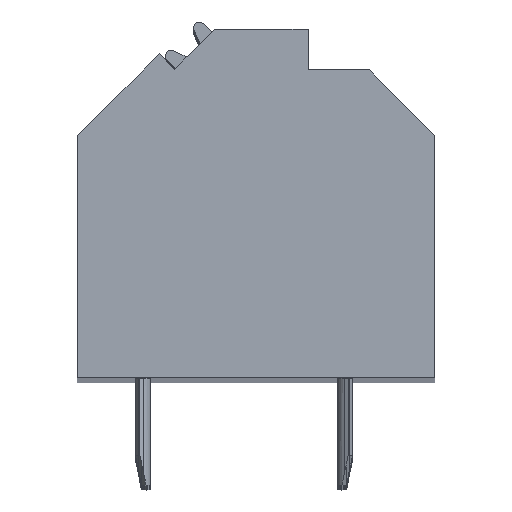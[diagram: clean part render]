
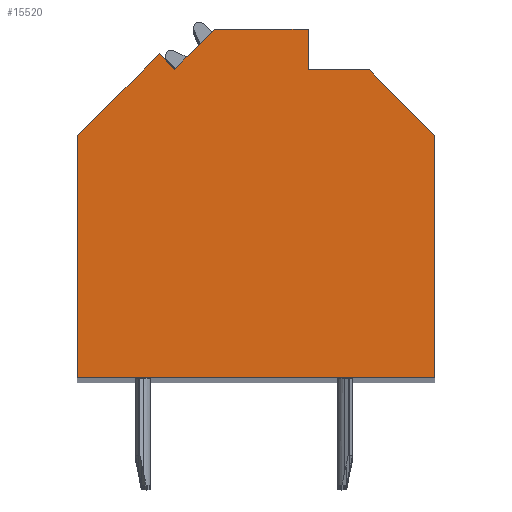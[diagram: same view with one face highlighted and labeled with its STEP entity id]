
A CAD part, top view. The second image highlights one B-rep face of the part: STEP entity #15520.
In plain terms, the highlighted planar face has unit normal (0, 0, 1).
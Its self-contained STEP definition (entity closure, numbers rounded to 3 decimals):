
#1059=DIRECTION('',(-0.707,-0.707,0.));
#1060=VECTOR('',#1059,1.897);
#1061=CARTESIAN_POINT('',(-1.39,5.718,94.845));
#1062=LINE('',#1061,#1060);
#1063=DIRECTION('',(-1.,0.,0.));
#1064=VECTOR('',#1063,3.14);
#1065=CARTESIAN_POINT('',(1.75,5.718,94.845));
#1066=LINE('',#1065,#1064);
#1067=DIRECTION('',(0.,1.,0.));
#1068=VECTOR('',#1067,1.368);
#1069=CARTESIAN_POINT('',(1.75,4.35,94.845));
#1070=LINE('',#1069,#1068);
#1071=DIRECTION('',(-1.,0.,0.));
#1072=VECTOR('',#1071,2.05);
#1073=CARTESIAN_POINT('',(3.8,4.35,94.845));
#1074=LINE('',#1073,#1072);
#1075=DIRECTION('',(-0.707,0.707,0.));
#1076=VECTOR('',#1075,3.111);
#1077=CARTESIAN_POINT('',(6.,2.15,94.845));
#1078=LINE('',#1077,#1076);
#1079=DIRECTION('',(0.,1.,0.));
#1080=VECTOR('',#1079,8.15);
#1081=CARTESIAN_POINT('',(6.,-6.,94.845));
#1082=LINE('',#1081,#1080);
#1083=DIRECTION('',(1.,0.,0.));
#1084=VECTOR('',#1083,12.);
#1085=CARTESIAN_POINT('',(-6.,-6.,94.845));
#1086=LINE('',#1085,#1084);
#1087=DIRECTION('',(0.,-1.,0.));
#1088=VECTOR('',#1087,8.14);
#1089=CARTESIAN_POINT('',(-6.,2.14,94.845));
#1090=LINE('',#1089,#1088);
#1091=DIRECTION('',(-0.707,-0.707,0.));
#1092=VECTOR('',#1091,3.892);
#1093=CARTESIAN_POINT('',(-3.248,4.892,94.845));
#1094=LINE('',#1093,#1092);
#1095=DIRECTION('',(-0.707,0.707,0.));
#1096=VECTOR('',#1095,0.73);
#1097=CARTESIAN_POINT('',(-2.732,4.376,94.845));
#1098=LINE('',#1097,#1096);
#11145=CARTESIAN_POINT('',(-1.39,5.718,94.845));
#11146=CARTESIAN_POINT('',(-2.732,4.376,94.845));
#11147=VERTEX_POINT('',#11145);
#11148=VERTEX_POINT('',#11146);
#11149=CARTESIAN_POINT('',(-3.248,4.892,94.845));
#11150=VERTEX_POINT('',#11149);
#11151=CARTESIAN_POINT('',(-6.,2.14,94.845));
#11152=VERTEX_POINT('',#11151);
#11153=CARTESIAN_POINT('',(-6.,-6.,94.845));
#11154=VERTEX_POINT('',#11153);
#11155=CARTESIAN_POINT('',(6.,-6.,94.845));
#11156=VERTEX_POINT('',#11155);
#11157=CARTESIAN_POINT('',(6.,2.15,94.845));
#11158=VERTEX_POINT('',#11157);
#11159=CARTESIAN_POINT('',(3.8,4.35,94.845));
#11160=VERTEX_POINT('',#11159);
#11161=CARTESIAN_POINT('',(1.75,4.35,94.845));
#11162=VERTEX_POINT('',#11161);
#11163=CARTESIAN_POINT('',(1.75,5.718,94.845));
#11164=VERTEX_POINT('',#11163);
#15496=CARTESIAN_POINT('',(0.,0.,94.845));
#15497=DIRECTION('',(0.,0.,1.));
#15498=DIRECTION('',(1.,0.,0.));
#15499=AXIS2_PLACEMENT_3D('',#15496,#15497,#15498);
#15500=PLANE('',#15499);
#15502=ORIENTED_EDGE('',*,*,#15501,.F.);
#15504=ORIENTED_EDGE('',*,*,#15503,.F.);
#15506=ORIENTED_EDGE('',*,*,#15505,.F.);
#15508=ORIENTED_EDGE('',*,*,#15507,.F.);
#15510=ORIENTED_EDGE('',*,*,#15509,.F.);
#15512=ORIENTED_EDGE('',*,*,#15511,.F.);
#15514=ORIENTED_EDGE('',*,*,#15513,.F.);
#15515=ORIENTED_EDGE('',*,*,#14895,.F.);
#15516=ORIENTED_EDGE('',*,*,#15239,.F.);
#15517=ORIENTED_EDGE('',*,*,#14849,.F.);
#15518=EDGE_LOOP('',(#15502,#15504,#15506,#15508,#15510,#15512,#15514,#15515,
#15516,#15517));
#15519=FACE_OUTER_BOUND('',#15518,.F.);
#14849=EDGE_CURVE('',#11148,#11150,#1098,.T.);
#14895=EDGE_CURVE('',#11152,#11154,#1090,.T.);
#15239=EDGE_CURVE('',#11150,#11152,#1094,.T.);
#15501=EDGE_CURVE('',#11147,#11148,#1062,.T.);
#15503=EDGE_CURVE('',#11164,#11147,#1066,.T.);
#15505=EDGE_CURVE('',#11162,#11164,#1070,.T.);
#15507=EDGE_CURVE('',#11160,#11162,#1074,.T.);
#15509=EDGE_CURVE('',#11158,#11160,#1078,.T.);
#15511=EDGE_CURVE('',#11156,#11158,#1082,.T.);
#15513=EDGE_CURVE('',#11154,#11156,#1086,.T.);
#15520=ADVANCED_FACE('',(#15519),#15500,.T.);
